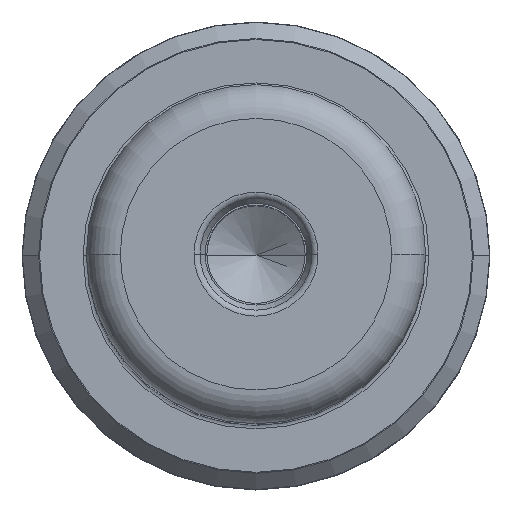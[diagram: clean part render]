
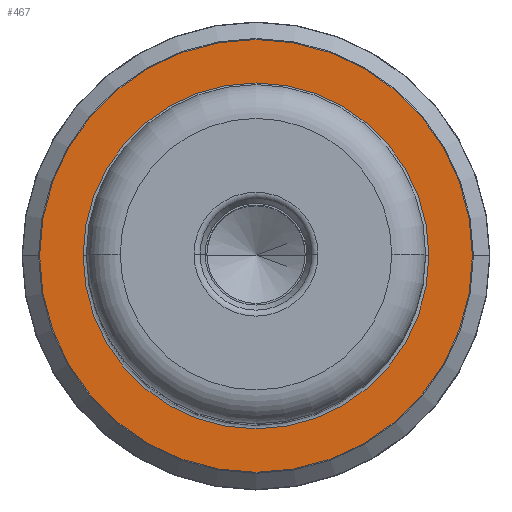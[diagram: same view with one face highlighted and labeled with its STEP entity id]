
A CAD part, top view. The second image highlights one B-rep face of the part: STEP entity #467.
In plain terms, the highlighted planar face has unit normal (0, 0, 1).
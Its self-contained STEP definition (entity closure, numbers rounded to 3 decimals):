
#112 = ORIENTED_EDGE ( 'NONE', *, *, #3849, .T. ) ;
#151 = AXIS2_PLACEMENT_3D ( 'NONE', #186, #1505, #3304 ) ;
#186 = CARTESIAN_POINT ( 'NONE',  ( 0., 0., 50. ) ) ;
#276 = ORIENTED_EDGE ( 'NONE', *, *, #3773, .T. ) ;
#303 = CARTESIAN_POINT ( 'NONE',  ( -25.5, 0., 50. ) ) ;
#404 = EDGE_LOOP ( 'NONE', ( #3678, #1347 ) ) ;
#467 = ADVANCED_FACE ( 'NONE', ( #2588, #2239 ), #548, .T. ) ;
#548 = PLANE ( 'NONE',  #1286 ) ;
#827 = CARTESIAN_POINT ( 'NONE',  ( 31.917, 0., 50. ) ) ;
#851 = CIRCLE ( 'NONE', #3644, 25.5 ) ;
#1042 = CIRCLE ( 'NONE', #3465, 31.917 ) ;
#1199 = CARTESIAN_POINT ( 'NONE',  ( 0., 0., 50. ) ) ;
#1286 = AXIS2_PLACEMENT_3D ( 'NONE', #2611, #3262, #3890 ) ;
#1292 = CARTESIAN_POINT ( 'NONE',  ( -31.917, 0., 50. ) ) ;
#1347 = ORIENTED_EDGE ( 'NONE', *, *, #2264, .T. ) ;
#1379 = EDGE_CURVE ( 'NONE', #3741, #3372, #851, .T. ) ;
#1505 = DIRECTION ( 'NONE',  ( 0., 0., 1. ) ) ;
#1508 = DIRECTION ( 'NONE',  ( 0., 0., -1. ) ) ;
#1806 = CIRCLE ( 'NONE', #151, 31.917 ) ;
#1828 = DIRECTION ( 'NONE',  ( 0., 0., 1. ) ) ;
#1964 = CIRCLE ( 'NONE', #3411, 25.5 ) ;
#2239 = FACE_OUTER_BOUND ( 'NONE', #3355, .T. ) ;
#2264 = EDGE_CURVE ( 'NONE', #3372, #3741, #1964, .T. ) ;
#2277 = VERTEX_POINT ( 'NONE', #827 ) ;
#2512 = DIRECTION ( 'NONE',  ( 1., 0., 0. ) ) ;
#2515 = CARTESIAN_POINT ( 'NONE',  ( 0., 0., 50. ) ) ;
#2588 = FACE_BOUND ( 'NONE', #404, .T. ) ;
#2591 = DIRECTION ( 'NONE',  ( -1., 0., 0. ) ) ;
#2611 = CARTESIAN_POINT ( 'NONE',  ( 0., 0., 50. ) ) ;
#2939 = CARTESIAN_POINT ( 'NONE',  ( 0., 0., 50. ) ) ;
#3262 = DIRECTION ( 'NONE',  ( 0., 0., 1. ) ) ;
#3304 = DIRECTION ( 'NONE',  ( 1., 0., 0. ) ) ;
#3355 = EDGE_LOOP ( 'NONE', ( #112, #276 ) ) ;
#3372 = VERTEX_POINT ( 'NONE', #3566 ) ;
#3411 = AXIS2_PLACEMENT_3D ( 'NONE', #2515, #1508, #4096 ) ;
#3465 = AXIS2_PLACEMENT_3D ( 'NONE', #1199, #1828, #2512 ) ;
#3566 = CARTESIAN_POINT ( 'NONE',  ( 25.5, 0., 50. ) ) ;
#3589 = DIRECTION ( 'NONE',  ( 0., 0., -1. ) ) ;
#3632 = VERTEX_POINT ( 'NONE', #1292 ) ;
#3644 = AXIS2_PLACEMENT_3D ( 'NONE', #2939, #3589, #2591 ) ;
#3678 = ORIENTED_EDGE ( 'NONE', *, *, #1379, .T. ) ;
#3741 = VERTEX_POINT ( 'NONE', #303 ) ;
#3773 = EDGE_CURVE ( 'NONE', #3632, #2277, #1042, .T. ) ;
#3849 = EDGE_CURVE ( 'NONE', #2277, #3632, #1806, .T. ) ;
#3890 = DIRECTION ( 'NONE',  ( 1., 0., 0. ) ) ;
#4096 = DIRECTION ( 'NONE',  ( -1., 0., 0. ) ) ;
